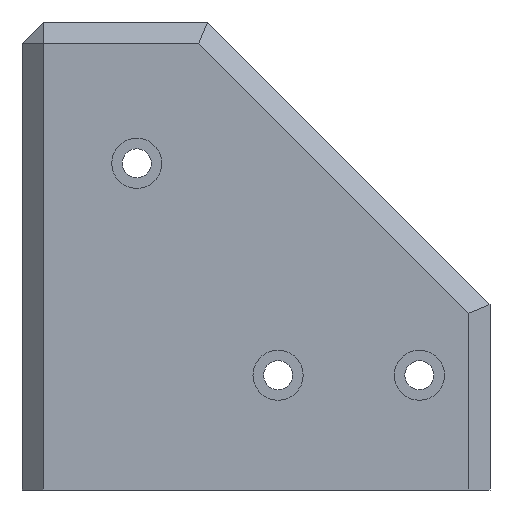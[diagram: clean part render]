
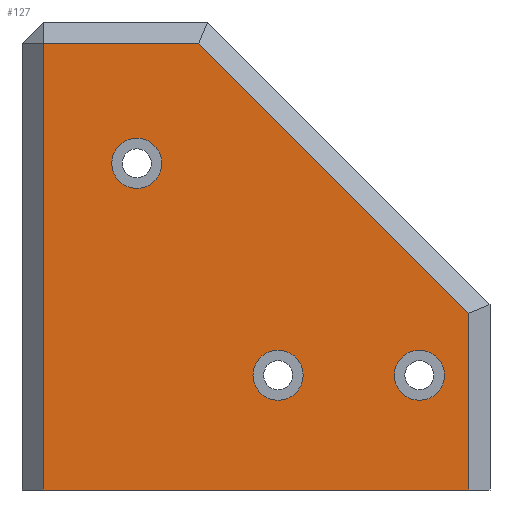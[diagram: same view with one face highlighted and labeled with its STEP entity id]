
A CAD part, front view. The second image highlights one B-rep face of the part: STEP entity #127.
In plain terms, the highlighted planar face has unit normal (0, -1, 0).
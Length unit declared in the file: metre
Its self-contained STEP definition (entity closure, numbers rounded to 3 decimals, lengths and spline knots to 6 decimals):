
#127 = ADVANCED_FACE( '', ( #293, #294, #295, #296 ), #297, .F. );
#293 = FACE_OUTER_BOUND( '', #486, .T. );
#294 = FACE_BOUND( '', #487, .T. );
#295 = FACE_BOUND( '', #488, .T. );
#296 = FACE_BOUND( '', #489, .T. );
#297 = PLANE( '', #490 );
#486 = EDGE_LOOP( '', ( #768, #769, #770, #771, #772 ) );
#487 = EDGE_LOOP( '', ( #773 ) );
#488 = EDGE_LOOP( '', ( #774 ) );
#489 = EDGE_LOOP( '', ( #775 ) );
#490 = AXIS2_PLACEMENT_3D( '', #776, #777, #778 );
#768 = ORIENTED_EDGE( '', *, *, #1010, .T. );
#769 = ORIENTED_EDGE( '', *, *, #920, .T. );
#770 = ORIENTED_EDGE( '', *, *, #1011, .T. );
#771 = ORIENTED_EDGE( '', *, *, #934, .T. );
#772 = ORIENTED_EDGE( '', *, *, #1012, .T. );
#773 = ORIENTED_EDGE( '', *, *, #960, .F. );
#774 = ORIENTED_EDGE( '', *, *, #1013, .F. );
#775 = ORIENTED_EDGE( '', *, *, #1014, .F. );
#776 = CARTESIAN_POINT( '', ( 0.036861, 0., 0.00625 ) );
#777 = DIRECTION( '', ( 0., 1., 0. ) );
#778 = DIRECTION( '', ( 0., 0., 1. ) );
#920 = EDGE_CURVE( '', #1054, #1052, #1055, .T. );
#934 = EDGE_CURVE( '', #1080, #1078, #1081, .T. );
#960 = EDGE_CURVE( '', #1123, #1123, #1124, .T. );
#1010 = EDGE_CURVE( '', #1197, #1054, #1198, .T. );
#1011 = EDGE_CURVE( '', #1052, #1080, #1199, .T. );
#1012 = EDGE_CURVE( '', #1078, #1197, #1200, .T. );
#1013 = EDGE_CURVE( '', #1201, #1201, #1202, .T. );
#1014 = EDGE_CURVE( '', #1203, #1203, #1204, .T. );
#1052 = VERTEX_POINT( '', #1247 );
#1054 = VERTEX_POINT( '', #1250 );
#1055 = LINE( '', #1251, #1252 );
#1078 = VERTEX_POINT( '', #1282 );
#1080 = VERTEX_POINT( '', #1285 );
#1081 = LINE( '', #1286, #1287 );
#1123 = VERTEX_POINT( '', #1340 );
#1124 = CIRCLE( '', #1341, 0.00355 );
#1197 = VERTEX_POINT( '', #1426 );
#1198 = LINE( '', #1427, #1428 );
#1199 = LINE( '', #1429, #1430 );
#1200 = LINE( '', #1431, #1432 );
#1201 = VERTEX_POINT( '', #1433 );
#1202 = CIRCLE( '', #1434, 0.00355 );
#1203 = VERTEX_POINT( '', #1435 );
#1204 = CIRCLE( '', #1436, 0.00355 );
#1247 = CARTESIAN_POINT( '', ( 0.06325, 0., 0.025007 ) );
#1250 = CARTESIAN_POINT( '', ( 0.06325, 0., 0. ) );
#1251 = CARTESIAN_POINT( '', ( 0.06325, 0., 0.00625 ) );
#1252 = VECTOR( '', #1489, 1. );
#1282 = CARTESIAN_POINT( '', ( 0.003, 0., 0.06325 ) );
#1285 = CARTESIAN_POINT( '', ( 0.025007, 0., 0.06325 ) );
#1286 = CARTESIAN_POINT( '', ( 0.036861, 0., 0.06325 ) );
#1287 = VECTOR( '', #1507, 1. );
#1340 = CARTESIAN_POINT( '', ( 0.0198, 0., 0.04625 ) );
#1341 = AXIS2_PLACEMENT_3D( '', #1543, #1544, #1545 );
#1426 = CARTESIAN_POINT( '', ( 0.003, 0., 0. ) );
#1427 = CARTESIAN_POINT( '', ( 0.036861, 0., 0. ) );
#1428 = VECTOR( '', #1612, 1. );
#1429 = CARTESIAN_POINT( '', ( 0.024129, 0., 0.064129 ) );
#1430 = VECTOR( '', #1613, 1. );
#1431 = CARTESIAN_POINT( '', ( 0.003, 0., 0. ) );
#1432 = VECTOR( '', #1614, 1. );
#1433 = CARTESIAN_POINT( '', ( 0.0598, 0., 0.01625 ) );
#1434 = AXIS2_PLACEMENT_3D( '', #1615, #1616, #1617 );
#1435 = CARTESIAN_POINT( '', ( 0.0398, 0., 0.01625 ) );
#1436 = AXIS2_PLACEMENT_3D( '', #1618, #1619, #1620 );
#1489 = DIRECTION( '', ( 0., 0., 1. ) );
#1507 = DIRECTION( '', ( -1., 0., 0. ) );
#1543 = CARTESIAN_POINT( '', ( 0.01625, 0., 0.04625 ) );
#1544 = DIRECTION( '', ( 0., -1., 0. ) );
#1545 = DIRECTION( '', ( 1., 0., 0. ) );
#1612 = DIRECTION( '', ( 1., 0., 0. ) );
#1613 = DIRECTION( '', ( -0.707, 0., 0.707 ) );
#1614 = DIRECTION( '', ( 0., 0., -1. ) );
#1615 = CARTESIAN_POINT( '', ( 0.05625, 0., 0.01625 ) );
#1616 = DIRECTION( '', ( 0., -1., 0. ) );
#1617 = DIRECTION( '', ( 1., 0., 0. ) );
#1618 = CARTESIAN_POINT( '', ( 0.03625, 0., 0.01625 ) );
#1619 = DIRECTION( '', ( 0., -1., 0. ) );
#1620 = DIRECTION( '', ( 1., 0., 0. ) );
